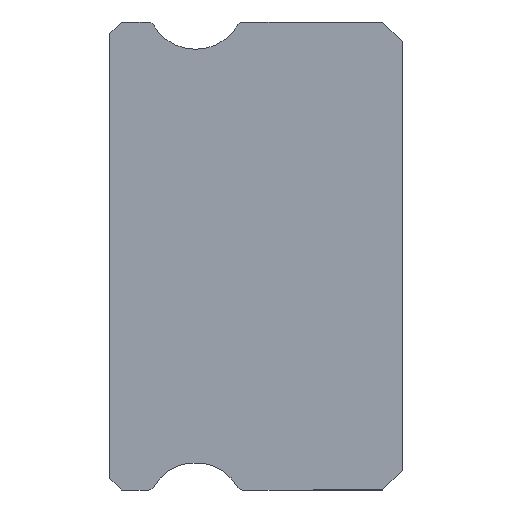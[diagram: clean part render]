
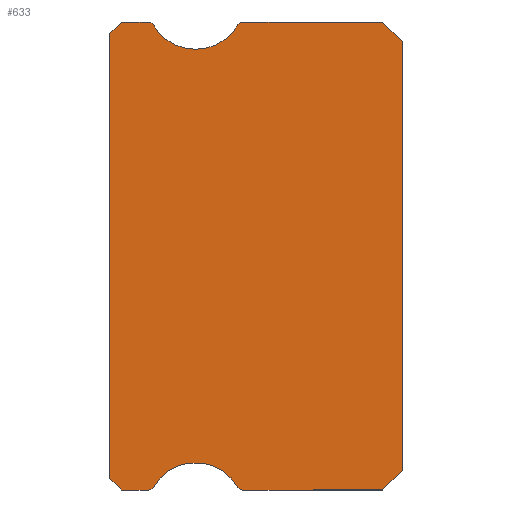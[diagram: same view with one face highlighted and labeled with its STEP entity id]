
A CAD part, left-side view. The second image highlights one B-rep face of the part: STEP entity #633.
In plain terms, the highlighted planar face has unit normal (-1, 0, 0).
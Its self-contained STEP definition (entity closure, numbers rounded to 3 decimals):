
#86 = EDGE_CURVE ( 'NONE', #3380, #502, #3909, .T. ) ;
#93 = CARTESIAN_POINT ( 'NONE',  ( -15., 7.2, 6. ) ) ;
#126 = DIRECTION ( 'NONE',  ( 0., 0., -1. ) ) ;
#209 = CARTESIAN_POINT ( 'NONE',  ( -15., 4.088, 6. ) ) ;
#213 = CARTESIAN_POINT ( 'NONE',  ( -15., 5.3, 6.55 ) ) ;
#297 = DIRECTION ( 'NONE',  ( 1., 0., 0. ) ) ;
#300 = VERTEX_POINT ( 'NONE', #4277 ) ;
#347 = CIRCLE ( 'NONE', #2761, 0.15 ) ;
#389 = CARTESIAN_POINT ( 'NONE',  ( -15., 0., 5.5 ) ) ;
#416 = CARTESIAN_POINT ( 'NONE',  ( -15., 6.512, 6. ) ) ;
#502 = VERTEX_POINT ( 'NONE', #4081 ) ;
#585 = CARTESIAN_POINT ( 'NONE',  ( -15., 6.512, 5.85 ) ) ;
#609 = CARTESIAN_POINT ( 'NONE',  ( -15., 7.2, 6. ) ) ;
#633 = ADVANCED_FACE ( 'NONE', ( #1155 ), #2497, .F. ) ;
#636 = EDGE_CURVE ( 'NONE', #1114, #3571, #3092, .T. ) ;
#655 = ORIENTED_EDGE ( 'NONE', *, *, #2682, .F. ) ;
#693 = AXIS2_PLACEMENT_3D ( 'NONE', #3664, #2829, #3751 ) ;
#726 = DIRECTION ( 'NONE',  ( 1., 0., 0. ) ) ;
#744 = DIRECTION ( 'NONE',  ( 0., 0.707, -0.707 ) ) ;
#754 = AXIS2_PLACEMENT_3D ( 'NONE', #3451, #4623, #5122 ) ;
#910 = DIRECTION ( 'NONE',  ( 0., 0., 1. ) ) ;
#933 = LINE ( 'NONE', #3427, #1209 ) ;
#986 = VECTOR ( 'NONE', #2562, 1000. ) ;
#1035 = AXIS2_PLACEMENT_3D ( 'NONE', #213, #3945, #1063 ) ;
#1050 = CARTESIAN_POINT ( 'NONE',  ( -15., 4.088, -5.85 ) ) ;
#1063 = DIRECTION ( 'NONE',  ( 0., 0., -1. ) ) ;
#1074 = EDGE_CURVE ( 'NONE', #3571, #3135, #3148, .T. ) ;
#1085 = DIRECTION ( 'NONE',  ( 0., 0., -1. ) ) ;
#1114 = VERTEX_POINT ( 'NONE', #1313 ) ;
#1136 = VECTOR ( 'NONE', #3278, 1000. ) ;
#1155 = FACE_OUTER_BOUND ( 'NONE', #4194, .T. ) ;
#1209 = VECTOR ( 'NONE', #2190, 1000. ) ;
#1214 = CIRCLE ( 'NONE', #2987, 0.15 ) ;
#1226 = AXIS2_PLACEMENT_3D ( 'NONE', #4541, #297, #4171 ) ;
#1275 = CARTESIAN_POINT ( 'NONE',  ( -15., 7.5, -5.7 ) ) ;
#1276 = VERTEX_POINT ( 'NONE', #209 ) ;
#1277 = CARTESIAN_POINT ( 'NONE',  ( -15., 5.3, 6.55 ) ) ;
#1278 = CARTESIAN_POINT ( 'NONE',  ( -15., 5.3, 5.3 ) ) ;
#1313 = CARTESIAN_POINT ( 'NONE',  ( -15., 4.217, -5.925 ) ) ;
#1319 = ORIENTED_EDGE ( 'NONE', *, *, #86, .F. ) ;
#1359 = CARTESIAN_POINT ( 'NONE',  ( -15., 7.5, 5.85 ) ) ;
#1414 = LINE ( 'NONE', #5365, #1136 ) ;
#1422 = ORIENTED_EDGE ( 'NONE', *, *, #4157, .F. ) ;
#1521 = EDGE_CURVE ( 'NONE', #5306, #4020, #933, .T. ) ;
#1603 = EDGE_CURVE ( 'NONE', #4975, #502, #2419, .T. ) ;
#1604 = CARTESIAN_POINT ( 'NONE',  ( -15., 4.088, -6. ) ) ;
#1661 = VERTEX_POINT ( 'NONE', #4664 ) ;
#1907 = ORIENTED_EDGE ( 'NONE', *, *, #1603, .T. ) ;
#1926 = CARTESIAN_POINT ( 'NONE',  ( -15., 0.5, 6. ) ) ;
#1939 = ORIENTED_EDGE ( 'NONE', *, *, #5454, .T. ) ;
#1951 = EDGE_CURVE ( 'NONE', #4098, #4799, #5437, .T. ) ;
#1998 = CARTESIAN_POINT ( 'NONE',  ( -15., 6.512, 6. ) ) ;
#2190 = DIRECTION ( 'NONE',  ( 0., -0.707, -0.707 ) ) ;
#2222 = CARTESIAN_POINT ( 'NONE',  ( -15., 0., 5.5 ) ) ;
#2282 = ORIENTED_EDGE ( 'NONE', *, *, #636, .F. ) ;
#2285 = VERTEX_POINT ( 'NONE', #5245 ) ;
#2308 = DIRECTION ( 'NONE',  ( 0., 1., 0. ) ) ;
#2326 = EDGE_CURVE ( 'NONE', #4799, #1276, #3968, .T. ) ;
#2335 = ORIENTED_EDGE ( 'NONE', *, *, #3510, .T. ) ;
#2372 = VECTOR ( 'NONE', #744, 1000. ) ;
#2419 = LINE ( 'NONE', #4941, #4651 ) ;
#2497 = PLANE ( 'NONE',  #1226 ) ;
#2517 = ORIENTED_EDGE ( 'NONE', *, *, #3625, .T. ) ;
#2562 = DIRECTION ( 'NONE',  ( 0., -0.707, -0.707 ) ) ;
#2574 = LINE ( 'NONE', #416, #3446 ) ;
#2658 = ORIENTED_EDGE ( 'NONE', *, *, #1074, .F. ) ;
#2682 = EDGE_CURVE ( 'NONE', #1661, #4098, #4411, .T. ) ;
#2761 = AXIS2_PLACEMENT_3D ( 'NONE', #1050, #726, #1085 ) ;
#2829 = DIRECTION ( 'NONE',  ( -1., 0., 0. ) ) ;
#2900 = VECTOR ( 'NONE', #2308, 1000. ) ;
#2918 = EDGE_CURVE ( 'NONE', #3210, #1661, #1214, .T. ) ;
#2978 = CARTESIAN_POINT ( 'NONE',  ( -15., 4.088, 5.85 ) ) ;
#2987 = AXIS2_PLACEMENT_3D ( 'NONE', #585, #3029, #126 ) ;
#3029 = DIRECTION ( 'NONE',  ( 1., 0., 0. ) ) ;
#3042 = VECTOR ( 'NONE', #3404, 1000. ) ;
#3092 = CIRCLE ( 'NONE', #693, 1.25 ) ;
#3135 = VERTEX_POINT ( 'NONE', #3732 ) ;
#3148 = CIRCLE ( 'NONE', #754, 0.15 ) ;
#3156 = VERTEX_POINT ( 'NONE', #1604 ) ;
#3210 = VERTEX_POINT ( 'NONE', #1998 ) ;
#3212 = ORIENTED_EDGE ( 'NONE', *, *, #2326, .F. ) ;
#3278 = DIRECTION ( 'NONE',  ( 0., -1., 0. ) ) ;
#3380 = VERTEX_POINT ( 'NONE', #1275 ) ;
#3404 = DIRECTION ( 'NONE',  ( 0., 0., 1. ) ) ;
#3425 = VECTOR ( 'NONE', #910, 1000. ) ;
#3427 = CARTESIAN_POINT ( 'NONE',  ( -15., 0.5, 6. ) ) ;
#3446 = VECTOR ( 'NONE', #4242, 1000. ) ;
#3451 = CARTESIAN_POINT ( 'NONE',  ( -15., 6.512, -5.85 ) ) ;
#3510 = EDGE_CURVE ( 'NONE', #300, #4020, #4692, .T. ) ;
#3571 = VERTEX_POINT ( 'NONE', #5189 ) ;
#3582 = VERTEX_POINT ( 'NONE', #3871 ) ;
#3625 = EDGE_CURVE ( 'NONE', #3210, #4975, #4283, .T. ) ;
#3664 = CARTESIAN_POINT ( 'NONE',  ( -15., 5.3, -6.55 ) ) ;
#3684 = ORIENTED_EDGE ( 'NONE', *, *, #2918, .F. ) ;
#3705 = DIRECTION ( 'NONE',  ( 0., 0.707, -0.707 ) ) ;
#3715 = DIRECTION ( 'NONE',  ( 0., 0., -1. ) ) ;
#3732 = CARTESIAN_POINT ( 'NONE',  ( -15., 6.512, -6. ) ) ;
#3751 = DIRECTION ( 'NONE',  ( 0., 0., -1. ) ) ;
#3754 = CARTESIAN_POINT ( 'NONE',  ( -15., 6.512, -6. ) ) ;
#3755 = CARTESIAN_POINT ( 'NONE',  ( -15., 4.217, 5.925 ) ) ;
#3790 = LINE ( 'NONE', #3754, #5278 ) ;
#3871 = CARTESIAN_POINT ( 'NONE',  ( -15., 7.2, -6. ) ) ;
#3909 = LINE ( 'NONE', #1359, #3042 ) ;
#3945 = DIRECTION ( 'NONE',  ( -1., 0., 0. ) ) ;
#3968 = CIRCLE ( 'NONE', #4662, 0.15 ) ;
#4020 = VERTEX_POINT ( 'NONE', #2222 ) ;
#4037 = ORIENTED_EDGE ( 'NONE', *, *, #1521, .F. ) ;
#4081 = CARTESIAN_POINT ( 'NONE',  ( -15., 7.5, 5.7 ) ) ;
#4098 = VERTEX_POINT ( 'NONE', #1278 ) ;
#4138 = DIRECTION ( 'NONE',  ( 1., 0., 0. ) ) ;
#4157 = EDGE_CURVE ( 'NONE', #300, #2285, #5351, .T. ) ;
#4171 = DIRECTION ( 'NONE',  ( 0., 0., -1. ) ) ;
#4194 = EDGE_LOOP ( 'NONE', ( #1907, #1319, #1939, #4670, #2658, #2282, #4617, #4772, #1422, #2335, #4037, #4796, #3212, #5303, #655, #3684, #2517 ) ) ;
#4231 = DIRECTION ( 'NONE',  ( 0., 1., 0. ) ) ;
#4233 = LINE ( 'NONE', #5028, #986 ) ;
#4242 = DIRECTION ( 'NONE',  ( 0., -1., 0. ) ) ;
#4277 = CARTESIAN_POINT ( 'NONE',  ( -15., 0., -5.5 ) ) ;
#4283 = LINE ( 'NONE', #609, #2900 ) ;
#4411 = CIRCLE ( 'NONE', #5106, 1.25 ) ;
#4415 = EDGE_CURVE ( 'NONE', #3582, #3135, #1414, .T. ) ;
#4449 = EDGE_CURVE ( 'NONE', #3156, #1114, #347, .T. ) ;
#4528 = CARTESIAN_POINT ( 'NONE',  ( -15., 0., -5.5 ) ) ;
#4541 = CARTESIAN_POINT ( 'NONE',  ( -15., 6.512, 5.85 ) ) ;
#4586 = EDGE_CURVE ( 'NONE', #1276, #5306, #2574, .T. ) ;
#4595 = DIRECTION ( 'NONE',  ( -1., 0., 0. ) ) ;
#4617 = ORIENTED_EDGE ( 'NONE', *, *, #4449, .F. ) ;
#4623 = DIRECTION ( 'NONE',  ( 1., 0., 0. ) ) ;
#4625 = DIRECTION ( 'NONE',  ( 0., 0., -1. ) ) ;
#4651 = VECTOR ( 'NONE', #3705, 1000. ) ;
#4662 = AXIS2_PLACEMENT_3D ( 'NONE', #2978, #4138, #4625 ) ;
#4664 = CARTESIAN_POINT ( 'NONE',  ( -15., 6.383, 5.925 ) ) ;
#4670 = ORIENTED_EDGE ( 'NONE', *, *, #4415, .T. ) ;
#4692 = LINE ( 'NONE', #389, #3425 ) ;
#4772 = ORIENTED_EDGE ( 'NONE', *, *, #5154, .F. ) ;
#4796 = ORIENTED_EDGE ( 'NONE', *, *, #4586, .F. ) ;
#4799 = VERTEX_POINT ( 'NONE', #3755 ) ;
#4941 = CARTESIAN_POINT ( 'NONE',  ( -15., 7.5, 5.7 ) ) ;
#4975 = VERTEX_POINT ( 'NONE', #93 ) ;
#5028 = CARTESIAN_POINT ( 'NONE',  ( -15., 7.2, -6. ) ) ;
#5106 = AXIS2_PLACEMENT_3D ( 'NONE', #1277, #4595, #3715 ) ;
#5122 = DIRECTION ( 'NONE',  ( 0., 0., -1. ) ) ;
#5154 = EDGE_CURVE ( 'NONE', #2285, #3156, #3790, .T. ) ;
#5189 = CARTESIAN_POINT ( 'NONE',  ( -15., 6.383, -5.925 ) ) ;
#5245 = CARTESIAN_POINT ( 'NONE',  ( -15., 0.5, -6. ) ) ;
#5278 = VECTOR ( 'NONE', #4231, 1000. ) ;
#5303 = ORIENTED_EDGE ( 'NONE', *, *, #1951, .F. ) ;
#5306 = VERTEX_POINT ( 'NONE', #1926 ) ;
#5351 = LINE ( 'NONE', #4528, #2372 ) ;
#5365 = CARTESIAN_POINT ( 'NONE',  ( -15., 6.512, -6. ) ) ;
#5437 = CIRCLE ( 'NONE', #1035, 1.25 ) ;
#5454 = EDGE_CURVE ( 'NONE', #3380, #3582, #4233, .T. ) ;
